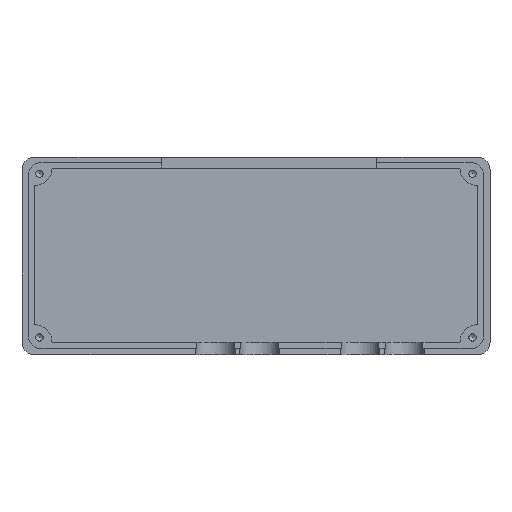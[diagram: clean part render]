
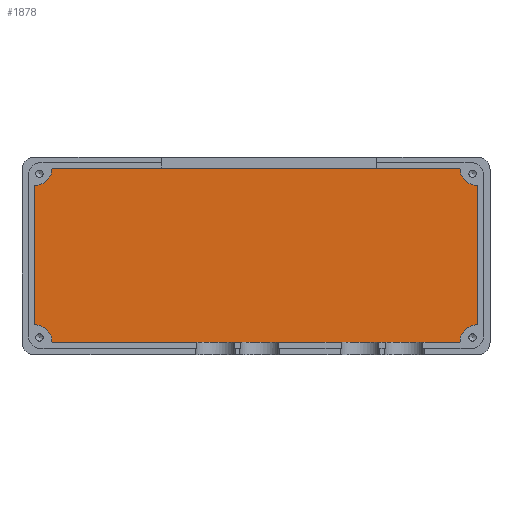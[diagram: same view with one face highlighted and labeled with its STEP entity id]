
A CAD part, top view. The second image highlights one B-rep face of the part: STEP entity #1878.
In plain terms, the highlighted planar face has unit normal (0, 0, 1).
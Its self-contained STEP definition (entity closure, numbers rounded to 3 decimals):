
#1036 = VERTEX_POINT('',#1037);
#1037 = CARTESIAN_POINT('',(128.36,-1.,-12.2));
#1043 = EDGE_CURVE('',#1036,#1044,#1046,.T.);
#1044 = VERTEX_POINT('',#1045);
#1045 = CARTESIAN_POINT('',(-0.5,-1.,-12.2));
#1046 = LINE('',#1047,#1048);
#1047 = CARTESIAN_POINT('',(128.36,-1.,-12.2));
#1048 = VECTOR('',#1049,1.);
#1049 = DIRECTION('',(-1.,0.,0.));
#1539 = VERTEX_POINT('',#1540);
#1540 = CARTESIAN_POINT('',(-0.5,53.98,-12.2));
#1546 = EDGE_CURVE('',#1539,#1547,#1549,.T.);
#1547 = VERTEX_POINT('',#1548);
#1548 = CARTESIAN_POINT('',(128.36,53.98,-12.2));
#1549 = LINE('',#1550,#1551);
#1550 = CARTESIAN_POINT('',(-0.5,53.98,-12.2));
#1551 = VECTOR('',#1552,1.);
#1552 = DIRECTION('',(1.,0.,0.));
#1858 = VERTEX_POINT('',#1859);
#1859 = CARTESIAN_POINT('',(-6.,4.5,-12.2));
#1865 = EDGE_CURVE('',#1858,#1044,#1866,.T.);
#1866 = CIRCLE('',#1867,5.5);
#1867 = AXIS2_PLACEMENT_3D('',#1868,#1869,#1870);
#1868 = CARTESIAN_POINT('',(-6.,-1.,-12.2));
#1869 = DIRECTION('',(0.,0.,-1.));
#1870 = DIRECTION('',(1.,0.,0.));
#1878 = ADVANCED_FACE('',(#1879),#1923,.T.);
#1879 = FACE_BOUND('',#1880,.T.);
#1880 = EDGE_LOOP('',(#1881,#1882,#1883,#1892,#1900,#1907,#1908,#1917));
#1881 = ORIENTED_EDGE('',*,*,#1865,.T.);
#1882 = ORIENTED_EDGE('',*,*,#1043,.F.);
#1883 = ORIENTED_EDGE('',*,*,#1884,.T.);
#1884 = EDGE_CURVE('',#1036,#1885,#1887,.T.);
#1885 = VERTEX_POINT('',#1886);
#1886 = CARTESIAN_POINT('',(133.86,4.5,-12.2));
#1887 = CIRCLE('',#1888,5.5);
#1888 = AXIS2_PLACEMENT_3D('',#1889,#1890,#1891);
#1889 = CARTESIAN_POINT('',(133.86,-1.,-12.2));
#1890 = DIRECTION('',(0.,0.,-1.));
#1891 = DIRECTION('',(1.,0.,0.));
#1892 = ORIENTED_EDGE('',*,*,#1893,.F.);
#1893 = EDGE_CURVE('',#1894,#1885,#1896,.T.);
#1894 = VERTEX_POINT('',#1895);
#1895 = CARTESIAN_POINT('',(133.86,48.48,-12.2));
#1896 = LINE('',#1897,#1898);
#1897 = CARTESIAN_POINT('',(133.86,48.48,-12.2));
#1898 = VECTOR('',#1899,1.);
#1899 = DIRECTION('',(0.,-1.,0.));
#1900 = ORIENTED_EDGE('',*,*,#1901,.T.);
#1901 = EDGE_CURVE('',#1894,#1547,#1902,.T.);
#1902 = CIRCLE('',#1903,5.5);
#1903 = AXIS2_PLACEMENT_3D('',#1904,#1905,#1906);
#1904 = CARTESIAN_POINT('',(133.86,53.98,-12.2));
#1905 = DIRECTION('',(0.,0.,-1.));
#1906 = DIRECTION('',(1.,0.,0.));
#1907 = ORIENTED_EDGE('',*,*,#1546,.F.);
#1908 = ORIENTED_EDGE('',*,*,#1909,.T.);
#1909 = EDGE_CURVE('',#1539,#1910,#1912,.T.);
#1910 = VERTEX_POINT('',#1911);
#1911 = CARTESIAN_POINT('',(-6.,48.48,-12.2));
#1912 = CIRCLE('',#1913,5.5);
#1913 = AXIS2_PLACEMENT_3D('',#1914,#1915,#1916);
#1914 = CARTESIAN_POINT('',(-6.,53.98,-12.2));
#1915 = DIRECTION('',(0.,0.,-1.));
#1916 = DIRECTION('',(1.,0.,0.));
#1917 = ORIENTED_EDGE('',*,*,#1918,.F.);
#1918 = EDGE_CURVE('',#1858,#1910,#1919,.T.);
#1919 = LINE('',#1920,#1921);
#1920 = CARTESIAN_POINT('',(-6.,4.5,-12.2));
#1921 = VECTOR('',#1922,1.);
#1922 = DIRECTION('',(0.,1.,-0.));
#1923 = PLANE('',#1924);
#1924 = AXIS2_PLACEMENT_3D('',#1925,#1926,#1927);
#1925 = CARTESIAN_POINT('',(63.93,26.49,-12.2));
#1926 = DIRECTION('',(0.,0.,1.));
#1927 = DIRECTION('',(1.,0.,0.));
